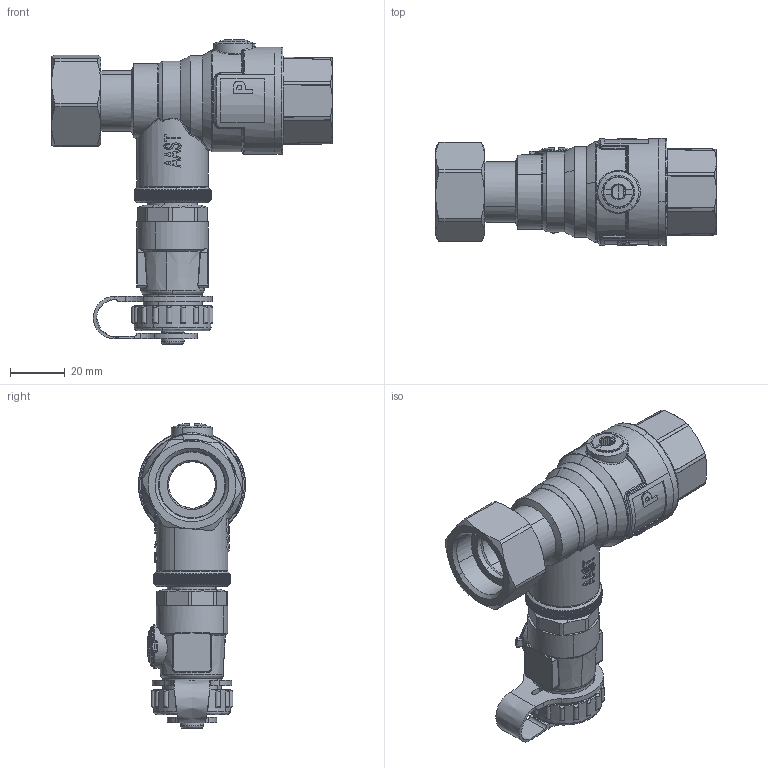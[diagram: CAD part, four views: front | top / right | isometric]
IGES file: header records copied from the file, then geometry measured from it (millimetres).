
Global section: file name: No Iges File Name specified; native system: Autodesk Inventor 2009; preprocessor: AutoDesk Inventor Iges Exporter R2009; author: CADJOBServer; date: 20091109.152433; units: millimetre
Bounding box: 102.15 x 38.99 x 110.9 mm (x, y, z)
Volume: 76806.6 mm3; surface area: 45351.4 mm2
Topology: 10 solids, 10 shells, 1632 faces, 4589 edges, 2983 vertices
Faces by surface type: plane 712, cylinder 297, bspline 284, revolution 205, cone 122, sphere 12
Full cylindrical faces by diameter (mm): 37 x1
